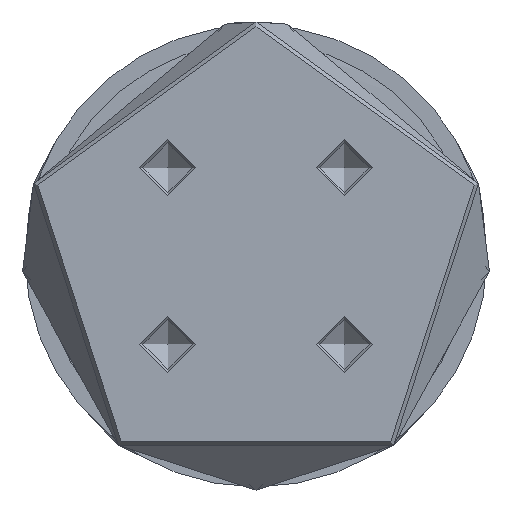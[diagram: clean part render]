
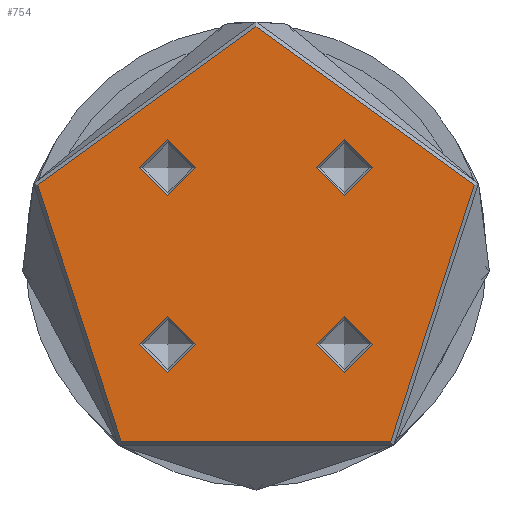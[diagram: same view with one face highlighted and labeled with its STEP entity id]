
A CAD part, front view. The second image highlights one B-rep face of the part: STEP entity #754.
In plain terms, the highlighted face is planar.
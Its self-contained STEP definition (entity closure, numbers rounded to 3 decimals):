
#366 = CIRCLE ( 'NONE', #1961, 4.5 ) ;
#429 = FACE_BOUND ( 'NONE', #4662, .T. ) ;
#482 = CIRCLE ( 'NONE', #4554, 4.5 ) ;
#579 = EDGE_CURVE ( 'NONE', #5235, #5235, #482, .T. ) ;
#617 = AXIS2_PLACEMENT_3D ( 'NONE', #4002, #1171, #4479 ) ;
#620 = CARTESIAN_POINT ( 'NONE',  ( 14.142, 14.142, 0. ) ) ;
#635 = AXIS2_PLACEMENT_3D ( 'NONE', #675, #3958, #1131 ) ;
#675 = CARTESIAN_POINT ( 'NONE',  ( 0., 0., 0. ) ) ;
#736 = EDGE_LOOP ( 'NONE', ( #2341 ) ) ;
#754 = ADVANCED_FACE ( 'NONE', ( #5658, #1504, #1521, #429, #5605 ), #4423, .F. ) ;
#1085 = DIRECTION ( 'NONE',  ( 1., 0., 0. ) ) ;
#1088 = EDGE_CURVE ( 'NONE', #1777, #1777, #366, .T. ) ;
#1127 = CIRCLE ( 'NONE', #617, 4.5 ) ;
#1131 = DIRECTION ( 'NONE',  ( -1., 0., 0. ) ) ;
#1171 = DIRECTION ( 'NONE',  ( 0., 0., 1. ) ) ;
#1265 = VERTEX_POINT ( 'NONE', #4553 ) ;
#1439 = CARTESIAN_POINT ( 'NONE',  ( 14.142, -14.142, 0. ) ) ;
#1504 = FACE_BOUND ( 'NONE', #4530, .T. ) ;
#1521 = FACE_BOUND ( 'NONE', #4057, .T. ) ;
#1557 = DIRECTION ( 'NONE',  ( 0., 0., -1. ) ) ;
#1583 = CARTESIAN_POINT ( 'NONE',  ( 0., 0., 0. ) ) ;
#1777 = VERTEX_POINT ( 'NONE', #5005 ) ;
#1833 = EDGE_LOOP ( 'NONE', ( #4797 ) ) ;
#1922 = DIRECTION ( 'NONE',  ( 1., 0., 0. ) ) ;
#1961 = AXIS2_PLACEMENT_3D ( 'NONE', #620, #3908, #1085 ) ;
#2061 = DIRECTION ( 'NONE',  ( 1., 0., 0. ) ) ;
#2341 = ORIENTED_EDGE ( 'NONE', *, *, #2885, .F. ) ;
#2432 = CIRCLE ( 'NONE', #5333, 36.75 ) ;
#2721 = ORIENTED_EDGE ( 'NONE', *, *, #579, .T. ) ;
#2749 = AXIS2_PLACEMENT_3D ( 'NONE', #1439, #4757, #1922 ) ;
#2885 = EDGE_CURVE ( 'NONE', #1265, #1265, #1127, .T. ) ;
#3094 = VERTEX_POINT ( 'NONE', #5527 ) ;
#3461 = VERTEX_POINT ( 'NONE', #3618 ) ;
#3618 = CARTESIAN_POINT ( 'NONE',  ( 18.642, -14.142, 0. ) ) ;
#3678 = ORIENTED_EDGE ( 'NONE', *, *, #1088, .F. ) ;
#3908 = DIRECTION ( 'NONE',  ( 0., 0., 1. ) ) ;
#3958 = DIRECTION ( 'NONE',  ( 0., 0., -1. ) ) ;
#4002 = CARTESIAN_POINT ( 'NONE',  ( -14.142, -14.142, 0. ) ) ;
#4048 = CARTESIAN_POINT ( 'NONE',  ( -18.642, 14.142, 0. ) ) ;
#4057 = EDGE_LOOP ( 'NONE', ( #4412 ) ) ;
#4066 = EDGE_CURVE ( 'NONE', #3461, #3461, #6062, .T. ) ;
#4402 = CARTESIAN_POINT ( 'NONE',  ( -14.142, 14.142, 0. ) ) ;
#4412 = ORIENTED_EDGE ( 'NONE', *, *, #4066, .T. ) ;
#4423 = PLANE ( 'NONE',  #635 ) ;
#4479 = DIRECTION ( 'NONE',  ( -1., 0., 0. ) ) ;
#4530 = EDGE_LOOP ( 'NONE', ( #2721 ) ) ;
#4553 = CARTESIAN_POINT ( 'NONE',  ( -18.642, -14.142, 0. ) ) ;
#4554 = AXIS2_PLACEMENT_3D ( 'NONE', #4402, #1557, #4881 ) ;
#4662 = EDGE_LOOP ( 'NONE', ( #3678 ) ) ;
#4757 = DIRECTION ( 'NONE',  ( 0., 0., -1. ) ) ;
#4797 = ORIENTED_EDGE ( 'NONE', *, *, #4936, .T. ) ;
#4881 = DIRECTION ( 'NONE',  ( -1., 0., 0. ) ) ;
#4906 = DIRECTION ( 'NONE',  ( 0., 0., 1. ) ) ;
#4936 = EDGE_CURVE ( 'NONE', #3094, #3094, #2432, .T. ) ;
#5005 = CARTESIAN_POINT ( 'NONE',  ( 18.642, 14.142, 0. ) ) ;
#5235 = VERTEX_POINT ( 'NONE', #4048 ) ;
#5333 = AXIS2_PLACEMENT_3D ( 'NONE', #1583, #4906, #2061 ) ;
#5527 = CARTESIAN_POINT ( 'NONE',  ( 36.75, 0., 0. ) ) ;
#5605 = FACE_OUTER_BOUND ( 'NONE', #1833, .T. ) ;
#5658 = FACE_BOUND ( 'NONE', #736, .T. ) ;
#6062 = CIRCLE ( 'NONE', #2749, 4.5 ) ;
